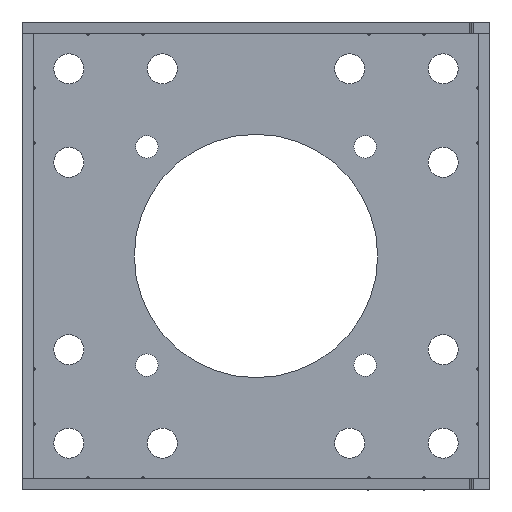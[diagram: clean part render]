
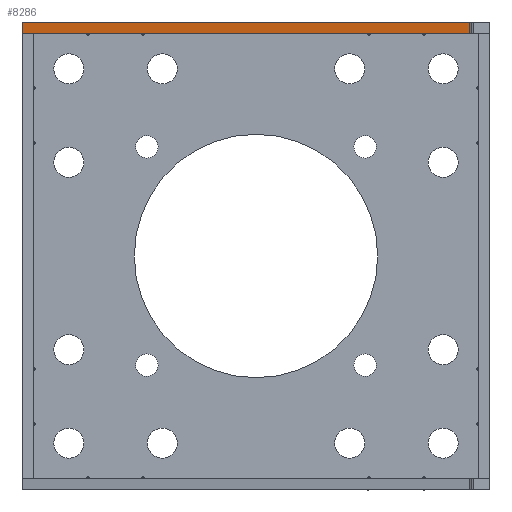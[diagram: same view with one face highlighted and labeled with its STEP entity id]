
A CAD part, front view. The second image highlights one B-rep face of the part: STEP entity #8286.
In plain terms, the highlighted planar face has unit normal (-0.196, -0.981, 0).
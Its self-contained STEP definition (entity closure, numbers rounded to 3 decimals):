
#275=PLANE('',#9041);
#590=FACE_OUTER_BOUND('',#1058,.T.);
#1058=EDGE_LOOP('',(#6705,#6706,#6707,#6708));
#1715=LINE('',#13387,#2467);
#1716=LINE('',#13391,#2468);
#1717=LINE('',#13393,#2469);
#1718=LINE('',#13394,#2470);
#2467=VECTOR('',#10895,1000.);
#2468=VECTOR('',#10900,1000.);
#2469=VECTOR('',#10901,1000.);
#2470=VECTOR('',#10902,1000.);
#3731=VERTEX_POINT('',#13384);
#3732=VERTEX_POINT('',#13386);
#3733=VERTEX_POINT('',#13390);
#3734=VERTEX_POINT('',#13392);
#4792=EDGE_CURVE('',#3732,#3731,#1715,.T.);
#4794=EDGE_CURVE('',#3733,#3731,#1716,.T.);
#4795=EDGE_CURVE('',#3734,#3733,#1717,.T.);
#4796=EDGE_CURVE('',#3734,#3732,#1718,.T.);
#6705=ORIENTED_EDGE('',*,*,#4794,.F.);
#6706=ORIENTED_EDGE('',*,*,#4795,.F.);
#6707=ORIENTED_EDGE('',*,*,#4796,.T.);
#6708=ORIENTED_EDGE('',*,*,#4792,.T.);
#8286=ADVANCED_FACE('',(#590),#275,.T.);
#9041=AXIS2_PLACEMENT_3D('',#13389,#10898,#10899);
#10895=DIRECTION('',(0.,0.,1.));
#10898=DIRECTION('center_axis',(-0.196,-0.981,0.));
#10899=DIRECTION('ref_axis',(0.981,-0.196,0.));
#10900=DIRECTION('',(0.981,-0.196,0.));
#10901=DIRECTION('',(0.,0.,1.));
#10902=DIRECTION('',(0.981,-0.196,0.));
#13384=CARTESIAN_POINT('',(239.196,-91.839,0.));
#13386=CARTESIAN_POINT('',(239.196,-91.839,-6.));
#13387=CARTESIAN_POINT('',(239.196,-91.839,-6.));
#13389=CARTESIAN_POINT('Origin',(0.,-44.,-6.));
#13390=CARTESIAN_POINT('',(0.,-44.,0.));
#13391=CARTESIAN_POINT('',(0.,-44.,0.));
#13392=CARTESIAN_POINT('',(0.,-44.,-6.));
#13393=CARTESIAN_POINT('',(0.,-44.,-6.));
#13394=CARTESIAN_POINT('',(0.,-44.,-6.));
